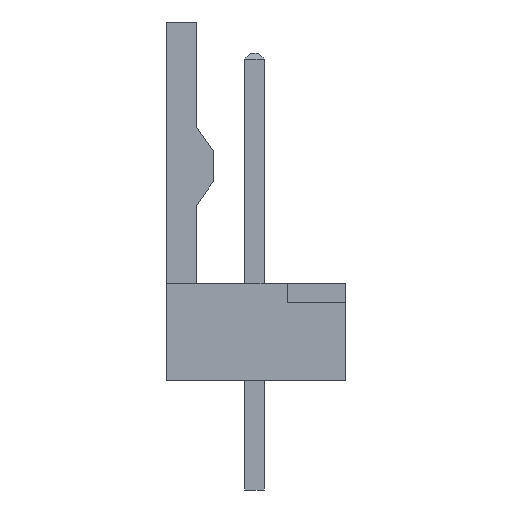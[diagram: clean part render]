
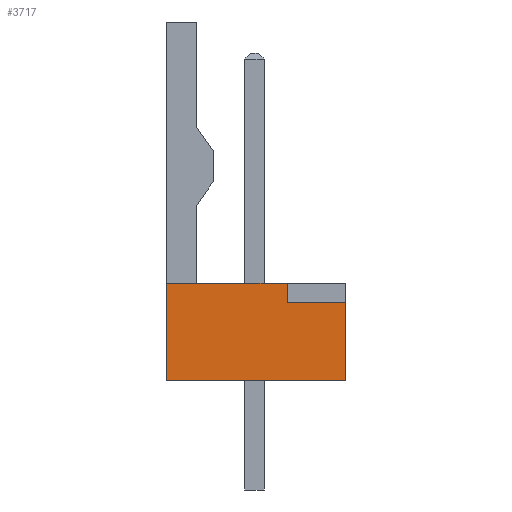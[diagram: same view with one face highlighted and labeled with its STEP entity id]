
A CAD part, left-side view. The second image highlights one B-rep face of the part: STEP entity #3717.
In plain terms, the highlighted planar face has unit normal (-1, 0, 0).
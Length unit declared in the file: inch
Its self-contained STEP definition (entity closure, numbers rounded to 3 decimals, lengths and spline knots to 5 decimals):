
#86=FACE_OUTER_BOUND('',#286,.T.);
#286=EDGE_LOOP('',(#2544,#2545,#2546,#2547,#2548,#2549));
#582=LINE('',#5275,#1096);
#583=LINE('',#5277,#1097);
#584=LINE('',#5279,#1098);
#585=LINE('',#5281,#1099);
#586=LINE('',#5283,#1100);
#587=LINE('',#5284,#1101);
#1096=VECTOR('',#4327,39.37008);
#1097=VECTOR('',#4328,39.37008);
#1098=VECTOR('',#4329,39.37008);
#1099=VECTOR('',#4330,39.37008);
#1100=VECTOR('',#4331,39.37008);
#1101=VECTOR('',#4332,39.37008);
#1562=VERTEX_POINT('',#5273);
#1563=VERTEX_POINT('',#5274);
#1564=VERTEX_POINT('',#5276);
#1565=VERTEX_POINT('',#5278);
#1566=VERTEX_POINT('',#5280);
#1567=VERTEX_POINT('',#5282);
#1942=EDGE_CURVE('',#1562,#1563,#582,.T.);
#1943=EDGE_CURVE('',#1564,#1562,#583,.T.);
#1944=EDGE_CURVE('',#1565,#1564,#584,.T.);
#1945=EDGE_CURVE('',#1566,#1565,#585,.T.);
#1946=EDGE_CURVE('',#1567,#1566,#586,.T.);
#1947=EDGE_CURVE('',#1563,#1567,#587,.T.);
#2544=ORIENTED_EDGE('',*,*,#1942,.F.);
#2545=ORIENTED_EDGE('',*,*,#1943,.F.);
#2546=ORIENTED_EDGE('',*,*,#1944,.F.);
#2547=ORIENTED_EDGE('',*,*,#1945,.F.);
#2548=ORIENTED_EDGE('',*,*,#1946,.F.);
#2549=ORIENTED_EDGE('',*,*,#1947,.F.);
#3404=PLANE('',#3931);
#3717=ADVANCED_FACE('',(#86),#3404,.F.);
#3931=AXIS2_PLACEMENT_3D('',#5272,#4325,#4326);
#4325=DIRECTION('center_axis',(1.,0.,0.));
#4326=DIRECTION('ref_axis',(0.,1.,0.));
#4327=DIRECTION('',(0.,0.,1.));
#4328=DIRECTION('',(0.,1.,0.));
#4329=DIRECTION('',(0.,0.,-1.));
#4330=DIRECTION('',(0.,-1.,0.));
#4331=DIRECTION('',(0.,0.,-1.));
#4332=DIRECTION('',(0.,-1.,0.));
#5272=CARTESIAN_POINT('Origin',(-0.4,-0.1221,-0.0025));
#5273=CARTESIAN_POINT('',(-0.4,0.1125,0.));
#5274=CARTESIAN_POINT('',(-0.4,0.1125,0.125));
#5275=CARTESIAN_POINT('',(-0.4,0.1125,0.0625));
#5276=CARTESIAN_POINT('',(-0.4,-0.1175,0.));
#5277=CARTESIAN_POINT('',(-0.4,-0.0025,0.));
#5278=CARTESIAN_POINT('',(-0.4,-0.1175,0.1));
#5279=CARTESIAN_POINT('',(-0.4,-0.1175,0.0625));
#5280=CARTESIAN_POINT('',(-0.4,-0.0425,0.1));
#5281=CARTESIAN_POINT('',(-0.4,-0.0025,0.1));
#5282=CARTESIAN_POINT('',(-0.4,-0.0425,0.125));
#5283=CARTESIAN_POINT('',(-0.4,-0.0425,0.0625));
#5284=CARTESIAN_POINT('',(-0.4,-0.0025,0.125));
